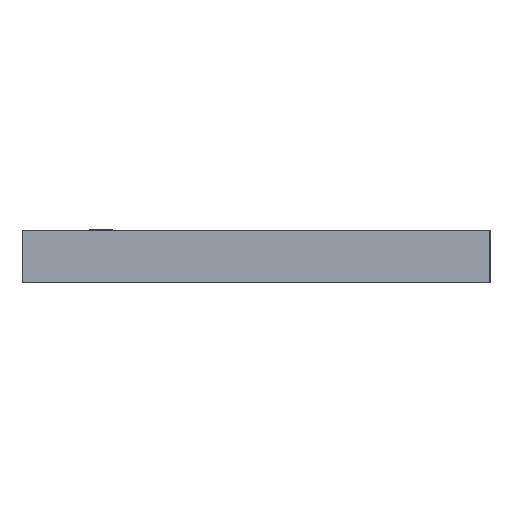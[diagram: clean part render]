
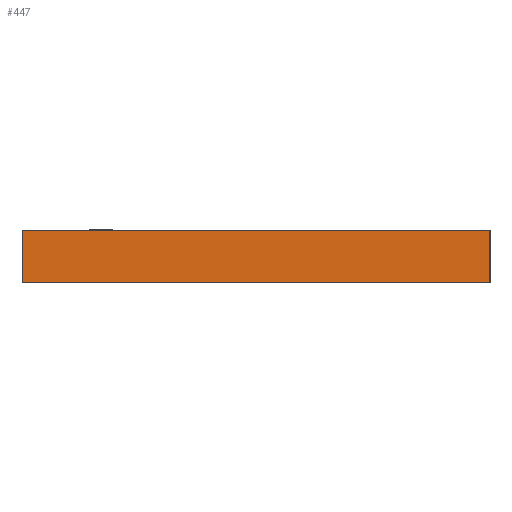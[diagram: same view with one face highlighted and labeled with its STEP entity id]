
A CAD part, left-side view. The second image highlights one B-rep face of the part: STEP entity #447.
In plain terms, the highlighted planar face has unit normal (-1, 0, 0).
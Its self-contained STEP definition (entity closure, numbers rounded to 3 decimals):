
#21 = EDGE_CURVE('',#22,#24,#26,.T.);
#22 = VERTEX_POINT('',#23);
#23 = CARTESIAN_POINT('',(-100.,45.,10.));
#24 = VERTEX_POINT('',#25);
#25 = CARTESIAN_POINT('',(-100.,-45.,10.));
#26 = LINE('',#27,#28);
#27 = CARTESIAN_POINT('',(-100.,45.,10.));
#28 = VECTOR('',#29,1.);
#29 = DIRECTION('',(0.,-1.,0.));
#447 = ADVANCED_FACE('',(#448),#473,.F.);
#448 = FACE_BOUND('',#449,.F.);
#449 = EDGE_LOOP('',(#450,#458,#459,#467));
#450 = ORIENTED_EDGE('',*,*,#451,.T.);
#451 = EDGE_CURVE('',#452,#22,#454,.T.);
#452 = VERTEX_POINT('',#453);
#453 = CARTESIAN_POINT('',(-100.,45.,0.));
#454 = LINE('',#455,#456);
#455 = CARTESIAN_POINT('',(-100.,45.,0.));
#456 = VECTOR('',#457,1.);
#457 = DIRECTION('',(0.,0.,1.));
#458 = ORIENTED_EDGE('',*,*,#21,.T.);
#459 = ORIENTED_EDGE('',*,*,#460,.F.);
#460 = EDGE_CURVE('',#461,#24,#463,.T.);
#461 = VERTEX_POINT('',#462);
#462 = CARTESIAN_POINT('',(-100.,-45.,0.));
#463 = LINE('',#464,#465);
#464 = CARTESIAN_POINT('',(-100.,-45.,0.));
#465 = VECTOR('',#466,1.);
#466 = DIRECTION('',(0.,0.,1.));
#467 = ORIENTED_EDGE('',*,*,#468,.F.);
#468 = EDGE_CURVE('',#452,#461,#469,.T.);
#469 = LINE('',#470,#471);
#470 = CARTESIAN_POINT('',(-100.,45.,0.));
#471 = VECTOR('',#472,1.);
#472 = DIRECTION('',(0.,-1.,0.));
#473 = PLANE('',#474);
#474 = AXIS2_PLACEMENT_3D('',#475,#476,#477);
#475 = CARTESIAN_POINT('',(-100.,45.,0.));
#476 = DIRECTION('',(1.,0.,0.));
#477 = DIRECTION('',(0.,-1.,0.));
